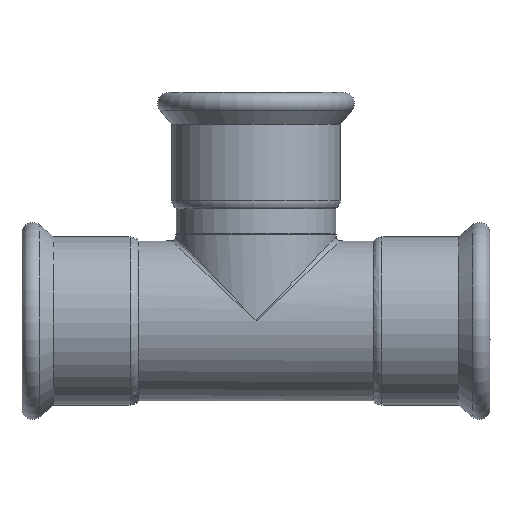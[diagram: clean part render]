
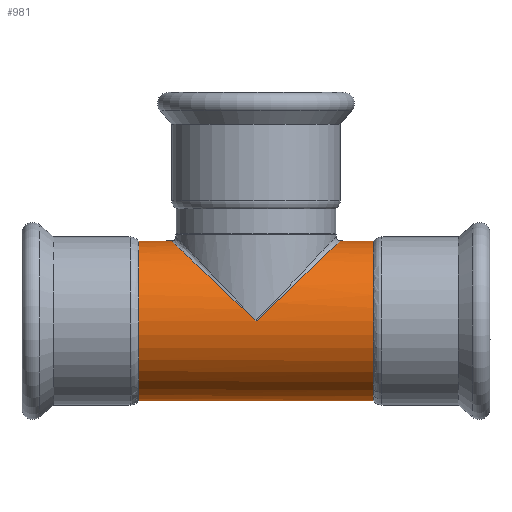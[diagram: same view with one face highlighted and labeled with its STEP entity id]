
A CAD part, front view. The second image highlights one B-rep face of the part: STEP entity #981.
In plain terms, the highlighted cylindrical face has radius 44.45 mm (diameter 88.9 mm), a full revolution.
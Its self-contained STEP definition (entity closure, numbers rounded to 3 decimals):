
#16=B_SPLINE_CURVE_WITH_KNOTS('',5,(#1702,#1703,#1704,#1705,#1706,#1707,
#1708,#1709,#1710,#1711,#1712,#1713,#1714,#1715,#1716),.UNSPECIFIED.,.F.,
 .F.,(6,3,3,3,6),(0.,49.425,88.615,106.003,
122.198),.UNSPECIFIED.);
#17=B_SPLINE_CURVE_WITH_KNOTS('',5,(#1718,#1719,#1720,#1721,#1722,#1723,
#1724,#1725,#1726,#1727,#1728,#1729,#1730,#1731,#1732),.UNSPECIFIED.,.F.,
 .F.,(6,3,3,3,6),(0.,19.924,38.265,70.315,122.217),
 .UNSPECIFIED.);
#32=ELLIPSE('',#1091,64.654,44.45);
#33=ELLIPSE('',#1094,64.654,44.45);
#107=FACE_OUTER_BOUND('',#174,.T.);
#174=EDGE_LOOP('',(#661,#662,#663,#664,#665,#666,#667,#668,#669,#670,#671,
#672));
#238=LINE('',#1699,#271);
#239=LINE('',#1700,#272);
#271=VECTOR('',#1289,44.45);
#272=VECTOR('',#1290,44.45);
#300=CIRCLE('',#1061,44.45);
#301=CIRCLE('',#1062,44.45);
#318=CIRCLE('',#1093,44.45);
#319=CIRCLE('',#1095,44.45);
#386=VERTEX_POINT('',#1543);
#387=VERTEX_POINT('',#1545);
#401=VERTEX_POINT('',#1684);
#403=VERTEX_POINT('',#1687);
#404=VERTEX_POINT('',#1696);
#405=VERTEX_POINT('',#1697);
#406=VERTEX_POINT('',#1701);
#407=VERTEX_POINT('',#1717);
#469=EDGE_CURVE('',#386,#387,#300,.T.);
#470=EDGE_CURVE('',#387,#386,#301,.T.);
#495=EDGE_CURVE('',#401,#403,#32,.F.);
#496=EDGE_CURVE('',#404,#405,#318,.F.);
#497=EDGE_CURVE('',#405,#401,#238,.T.);
#498=EDGE_CURVE('',#401,#387,#239,.T.);
#499=EDGE_CURVE('',#403,#406,#16,.F.);
#500=EDGE_CURVE('',#406,#407,#17,.F.);
#501=EDGE_CURVE('',#407,#401,#33,.F.);
#502=EDGE_CURVE('',#405,#404,#319,.F.);
#661=ORIENTED_EDGE('',*,*,#496,.T.);
#662=ORIENTED_EDGE('',*,*,#497,.T.);
#663=ORIENTED_EDGE('',*,*,#498,.T.);
#664=ORIENTED_EDGE('',*,*,#469,.F.);
#665=ORIENTED_EDGE('',*,*,#470,.F.);
#666=ORIENTED_EDGE('',*,*,#498,.F.);
#667=ORIENTED_EDGE('',*,*,#495,.T.);
#668=ORIENTED_EDGE('',*,*,#499,.T.);
#669=ORIENTED_EDGE('',*,*,#500,.T.);
#670=ORIENTED_EDGE('',*,*,#501,.T.);
#671=ORIENTED_EDGE('',*,*,#497,.F.);
#672=ORIENTED_EDGE('',*,*,#502,.T.);
#888=CYLINDRICAL_SURFACE('',#1092,44.45);
#981=ADVANCED_FACE('',(#107),#888,.T.);
#1061=AXIS2_PLACEMENT_3D('',#1546,#1217,#1218);
#1062=AXIS2_PLACEMENT_3D('',#1547,#1219,#1220);
#1091=AXIS2_PLACEMENT_3D('',#1694,#1283,#1284);
#1092=AXIS2_PLACEMENT_3D('',#1695,#1285,#1286);
#1093=AXIS2_PLACEMENT_3D('',#1698,#1287,#1288);
#1094=AXIS2_PLACEMENT_3D('',#1733,#1291,#1292);
#1095=AXIS2_PLACEMENT_3D('',#1734,#1293,#1294);
#1217=DIRECTION('center_axis',(-1.,0.,0.));
#1218=DIRECTION('ref_axis',(0.,1.,0.));
#1219=DIRECTION('center_axis',(-1.,0.,0.));
#1220=DIRECTION('ref_axis',(0.,1.,0.));
#1283=DIRECTION('center_axis',(0.688,0.,0.726));
#1284=DIRECTION('ref_axis',(0.726,0.,-0.688));
#1285=DIRECTION('center_axis',(1.,0.,0.));
#1286=DIRECTION('ref_axis',(0.,1.,0.));
#1287=DIRECTION('center_axis',(1.,0.,0.));
#1288=DIRECTION('ref_axis',(0.,-1.,0.));
#1289=DIRECTION('',(-1.,0.,0.));
#1290=DIRECTION('',(-1.,0.,0.));
#1291=DIRECTION('center_axis',(-0.688,0.,0.726));
#1292=DIRECTION('ref_axis',(0.726,0.,0.688));
#1293=DIRECTION('center_axis',(1.,0.,0.));
#1294=DIRECTION('ref_axis',(0.,-1.,0.));
#1543=CARTESIAN_POINT('',(-65.277,-39.009,21.31));
#1545=CARTESIAN_POINT('',(-65.277,-44.45,0.));
#1546=CARTESIAN_POINT('Origin',(-65.277,0.,0.));
#1547=CARTESIAN_POINT('Origin',(-65.277,0.,0.));
#1684=CARTESIAN_POINT('',(0.,-44.45,0.));
#1687=CARTESIAN_POINT('',(-46.95,0.,44.45));
#1694=CARTESIAN_POINT('Origin',(0.,0.,
0.));
#1695=CARTESIAN_POINT('Origin',(0.,0.,0.));
#1696=CARTESIAN_POINT('',(65.277,39.009,21.31));
#1697=CARTESIAN_POINT('',(65.277,-44.45,0.));
#1698=CARTESIAN_POINT('Origin',(65.277,0.,0.));
#1699=CARTESIAN_POINT('',(0.,-44.45,0.));
#1700=CARTESIAN_POINT('',(0.,-44.45,0.));
#1701=CARTESIAN_POINT('',(0.,44.45,0.));
#1702=CARTESIAN_POINT('Ctrl Pts',(0.,44.45,0.));
#1703=CARTESIAN_POINT('Ctrl Pts',(-5.076,44.45,4.805));
#1704=CARTESIAN_POINT('Ctrl Pts',(-10.152,43.801,9.611));
#1705=CARTESIAN_POINT('Ctrl Pts',(-15.167,42.502,14.359));
#1706=CARTESIAN_POINT('Ctrl Pts',(-23.959,38.946,22.683));
#1707=CARTESIAN_POINT('Ctrl Pts',(-31.997,32.955,30.294));
#1708=CARTESIAN_POINT('Ctrl Pts',(-35.356,29.786,33.473));
#1709=CARTESIAN_POINT('Ctrl Pts',(-39.745,24.392,37.629));
#1710=CARTESIAN_POINT('Ctrl Pts',(-43.103,17.837,40.808));
#1711=CARTESIAN_POINT('Ctrl Pts',(-44.021,15.715,41.677));
#1712=CARTESIAN_POINT('Ctrl Pts',(-45.535,11.425,43.11));
#1713=CARTESIAN_POINT('Ctrl Pts',(-46.483,6.841,44.008));
#1714=CARTESIAN_POINT('Ctrl Pts',(-46.794,4.58,44.303));
#1715=CARTESIAN_POINT('Ctrl Pts',(-46.95,2.29,44.45));
#1716=CARTESIAN_POINT('Ctrl Pts',(-46.95,0.,44.45));
#1717=CARTESIAN_POINT('',(46.95,0.,44.45));
#1718=CARTESIAN_POINT('Ctrl Pts',(46.95,0.,44.45));
#1719=CARTESIAN_POINT('Ctrl Pts',(46.95,2.818,44.45));
#1720=CARTESIAN_POINT('Ctrl Pts',(46.714,5.635,44.227));
#1721=CARTESIAN_POINT('Ctrl Pts',(46.243,8.399,43.78));
#1722=CARTESIAN_POINT('Ctrl Pts',(44.929,13.528,42.537));
#1723=CARTESIAN_POINT('Ctrl Pts',(42.938,18.219,40.651));
#1724=CARTESIAN_POINT('Ctrl Pts',(41.848,20.351,39.62));
#1725=CARTESIAN_POINT('Ctrl Pts',(38.551,25.865,36.498));
#1726=CARTESIAN_POINT('Ctrl Pts',(34.54,30.45,32.701));
#1727=CARTESIAN_POINT('Ctrl Pts',(31.79,32.996,30.097));
#1728=CARTESIAN_POINT('Ctrl Pts',(24.221,38.758,22.932));
#1729=CARTESIAN_POINT('Ctrl Pts',(15.921,42.302,15.073));
#1730=CARTESIAN_POINT('Ctrl Pts',(10.66,43.734,10.093));
#1731=CARTESIAN_POINT('Ctrl Pts',(5.33,44.45,5.046));
#1732=CARTESIAN_POINT('Ctrl Pts',(0.,44.45,0.));
#1733=CARTESIAN_POINT('Origin',(0.,0.,
0.));
#1734=CARTESIAN_POINT('Origin',(65.277,0.,0.));
